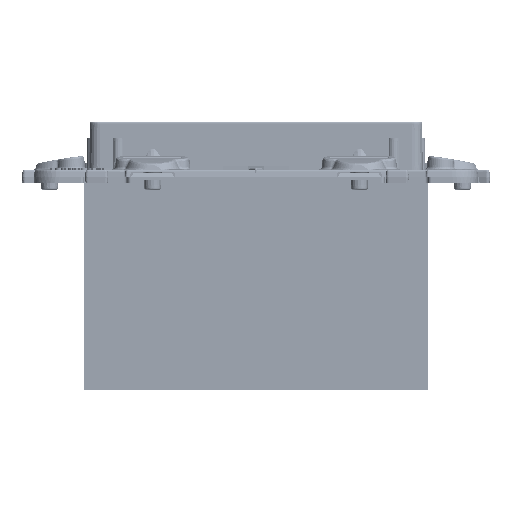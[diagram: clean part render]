
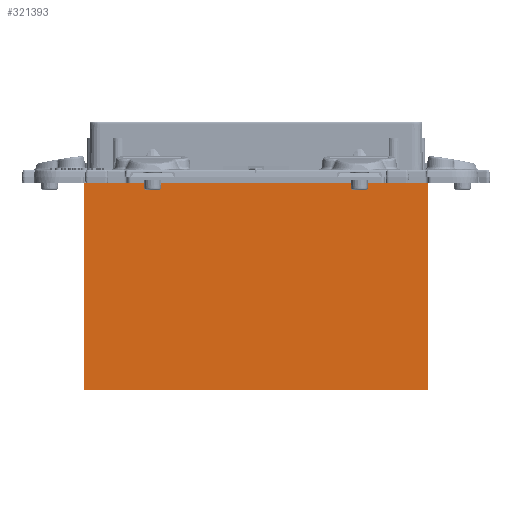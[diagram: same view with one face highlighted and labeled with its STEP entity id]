
A CAD part, left-side view. The second image highlights one B-rep face of the part: STEP entity #321393.
In plain terms, the highlighted planar face has unit normal (-1, 0, 0).
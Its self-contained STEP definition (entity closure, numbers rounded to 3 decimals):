
#321371=AXIS2_PLACEMENT_3D('Plane Axis2P3D',#321368,#321369,#321370) ;
#10284=CARTESIAN_POINT('Vertex',(-27.5,9.38,0.)) ;
#10305=CARTESIAN_POINT('Vertex',(-27.5,4.117,0.)) ;
#12344=CARTESIAN_POINT('Vertex',(-27.5,27.5,0.)) ;
#12347=CARTESIAN_POINT('Line Origine',(-27.5,18.44,0.)) ;
#12352=CARTESIAN_POINT('Line Origine',(-27.5,-11.692,0.)) ;
#12356=CARTESIAN_POINT('Vertex',(-27.5,-27.5,0.)) ;
#131505=CARTESIAN_POINT('Line Origine',(-27.5,6.749,0.)) ;
#321341=CARTESIAN_POINT('Vertex',(-27.5,27.5,-33.)) ;
#321344=CARTESIAN_POINT('Line Origine',(-27.5,27.5,-16.5)) ;
#321368=CARTESIAN_POINT('Axis2P3D Location',(-27.5,-27.5,0.)) ;
#321373=CARTESIAN_POINT('Line Origine',(-27.5,0.,-33.)) ;
#321377=CARTESIAN_POINT('Vertex',(-27.5,-27.5,-33.)) ;
#321380=CARTESIAN_POINT('Line Origine',(-27.5,-27.5,-16.5)) ;
#12348=DIRECTION('Vector Direction',(0.,1.,0.)) ;
#12353=DIRECTION('Vector Direction',(0.,1.,0.)) ;
#131506=DIRECTION('Vector Direction',(0.,1.,0.)) ;
#321345=DIRECTION('Vector Direction',(0.,0.,-1.)) ;
#321369=DIRECTION('Axis2P3D Direction',(-1.,0.,0.)) ;
#321370=DIRECTION('Axis2P3D XDirection',(0.,1.,0.)) ;
#321374=DIRECTION('Vector Direction',(0.,1.,0.)) ;
#321381=DIRECTION('Vector Direction',(0.,0.,-1.)) ;
#12349=VECTOR('Line Direction',#12348,1.) ;
#12354=VECTOR('Line Direction',#12353,1.) ;
#131507=VECTOR('Line Direction',#131506,1.) ;
#321346=VECTOR('Line Direction',#321345,1.) ;
#321375=VECTOR('Line Direction',#321374,1.) ;
#321382=VECTOR('Line Direction',#321381,1.) ;
#321386=ORIENTED_EDGE('',*,*,#321379,.T.) ;
#321387=ORIENTED_EDGE('',*,*,#321384,.F.) ;
#321388=ORIENTED_EDGE('',*,*,#12358,.F.) ;
#321389=ORIENTED_EDGE('',*,*,#131509,.F.) ;
#321390=ORIENTED_EDGE('',*,*,#12351,.F.) ;
#321391=ORIENTED_EDGE('',*,*,#321348,.T.) ;
#321393=ADVANCED_FACE('PartBody',(#321392),#321372,.T.) ;
#12351=EDGE_CURVE('',#12345,#10285,#12350,.F.) ;
#12358=EDGE_CURVE('',#10306,#12357,#12355,.F.) ;
#131509=EDGE_CURVE('',#10285,#10306,#131508,.F.) ;
#321348=EDGE_CURVE('',#12345,#321342,#321347,.T.) ;
#321379=EDGE_CURVE('',#321342,#321378,#321376,.F.) ;
#321384=EDGE_CURVE('',#12357,#321378,#321383,.T.) ;
#321385=EDGE_LOOP('',(#321386,#321387,#321388,#321389,#321390,#321391)) ;
#321392=FACE_OUTER_BOUND('',#321385,.T.) ;
#12350=LINE('Line',#12347,#12349) ;
#12355=LINE('Line',#12352,#12354) ;
#131508=LINE('Line',#131505,#131507) ;
#321347=LINE('Line',#321344,#321346) ;
#321376=LINE('Line',#321373,#321375) ;
#321383=LINE('Line',#321380,#321382) ;
#321372=PLANE('',#321371) ;
#10285=VERTEX_POINT('',#10284) ;
#10306=VERTEX_POINT('',#10305) ;
#12345=VERTEX_POINT('',#12344) ;
#12357=VERTEX_POINT('',#12356) ;
#321342=VERTEX_POINT('',#321341) ;
#321378=VERTEX_POINT('',#321377) ;
